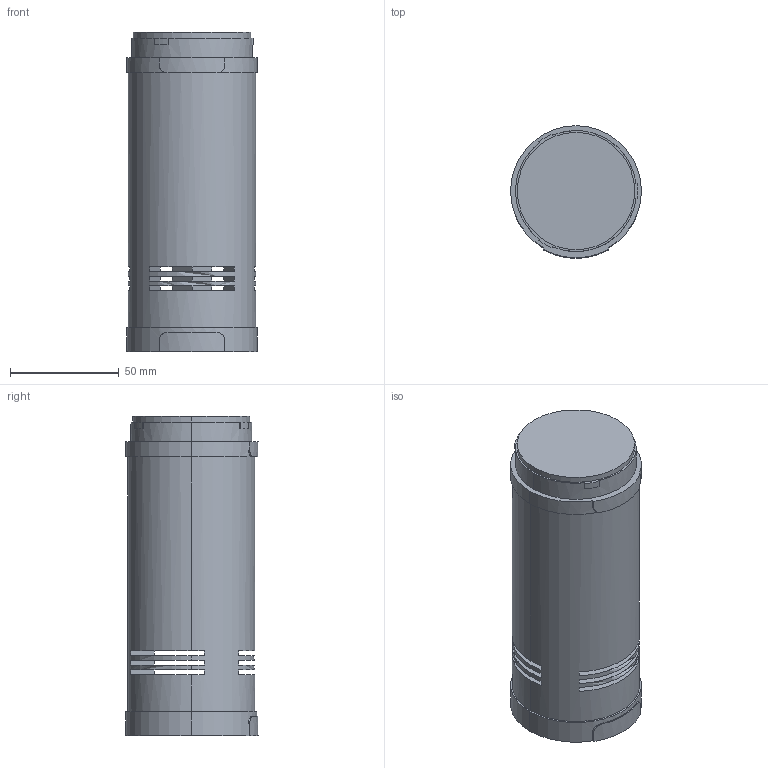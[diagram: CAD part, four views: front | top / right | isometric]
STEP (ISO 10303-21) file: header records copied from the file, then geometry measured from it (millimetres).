
FILE_DESCRIPTION(('starvars output'),'2;1');
FILE_NAME('XVUC9V_3D.stp','09:09:32 2020/04/08',( 'Thomas Industrial Network Germany GmbH'),( 'Thomas Industrial Network Germany GmbH'),'unknown preprocess','ACIS' ,'unknown authorization');
FILE_SCHEMA(('AUTOMOTIVE_DESIGN_CC2 {UNKNOWN IMPLEMENTATION LEVEL}'));
Length unit declared in the file: millimetre
Products named in the file (1): PRODUCT_ID_1
Bounding box: 60 x 60.6 x 146.5 mm (x, y, z)
Volume: 348995.4 mm3; surface area: 48633.3 mm2
Topology: 1 solids, 1 shells, 71 faces, 216 edges, 144 vertices
Faces by surface type: plane 46, cylinder 25
Entity records: 2946 total; most frequent: CARTESIAN_POINT 456, ORIENTED_EDGE 432, DIRECTION 336, EDGE_CURVE 216, VERTEX_POINT 144, VECTOR 128, LINE 128, AXIS2_PLACEMENT_3D 104
